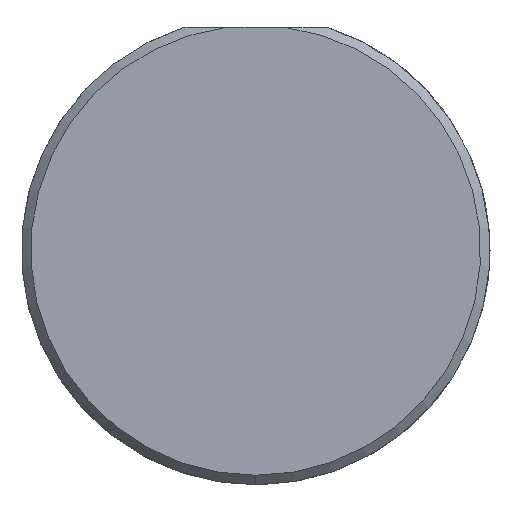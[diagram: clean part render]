
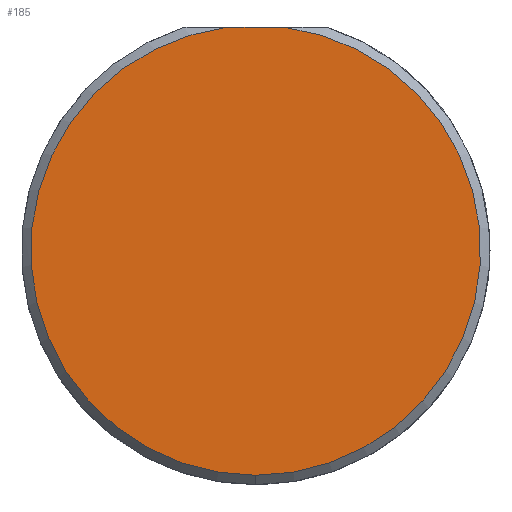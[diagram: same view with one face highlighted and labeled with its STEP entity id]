
A CAD part, left-side view. The second image highlights one B-rep face of the part: STEP entity #185.
In plain terms, the highlighted planar face has unit normal (-1, 0, 0).
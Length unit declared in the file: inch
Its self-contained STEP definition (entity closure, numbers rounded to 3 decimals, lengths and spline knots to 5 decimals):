
#9 = CARTESIAN_POINT ( 'NONE',  ( 0., 0.03091, 0.23785 ) ) ;
#36 = EDGE_CURVE ( 'NONE', #570, #544, #117, .T. ) ;
#52 = CARTESIAN_POINT ( 'NONE',  ( 0., 0., 0. ) ) ;
#71 = ORIENTED_EDGE ( 'NONE', *, *, #317, .T. ) ;
#90 = DIRECTION ( 'NONE',  ( 0., 0., -1. ) ) ;
#117 = CIRCLE ( 'NONE', #478, 0.23985 ) ;
#123 = DIRECTION ( 'NONE',  ( -1., 0., 0. ) ) ;
#130 = DIRECTION ( 'NONE',  ( 0., 0., -1. ) ) ;
#171 = AXIS2_PLACEMENT_3D ( 'NONE', #52, #276, #432 ) ;
#185 = ADVANCED_FACE ( 'NONE', ( #266 ), #663, .F. ) ;
#194 = DIRECTION ( 'NONE',  ( -1., 0., 0. ) ) ;
#266 = FACE_OUTER_BOUND ( 'NONE', #319, .T. ) ;
#276 = DIRECTION ( 'NONE',  ( 1., 0., 0. ) ) ;
#287 = CARTESIAN_POINT ( 'NONE',  ( 0., 0., -0.23985 ) ) ;
#317 = EDGE_CURVE ( 'NONE', #337, #570, #550, .T. ) ;
#319 = EDGE_LOOP ( 'NONE', ( #71, #519, #487 ) ) ;
#337 = VERTEX_POINT ( 'NONE', #650 ) ;
#394 = CARTESIAN_POINT ( 'NONE',  ( 0., 0.24985, 0.23785 ) ) ;
#432 = DIRECTION ( 'NONE',  ( 0., 0., -1. ) ) ;
#460 = VECTOR ( 'NONE', #611, 39.37008 ) ;
#461 = EDGE_CURVE ( 'NONE', #544, #337, #696, .T. ) ;
#472 = CARTESIAN_POINT ( 'NONE',  ( 0., 0., 0. ) ) ;
#478 = AXIS2_PLACEMENT_3D ( 'NONE', #472, #194, #90 ) ;
#487 = ORIENTED_EDGE ( 'NONE', *, *, #461, .T. ) ;
#519 = ORIENTED_EDGE ( 'NONE', *, *, #36, .T. ) ;
#544 = VERTEX_POINT ( 'NONE', #287 ) ;
#550 = LINE ( 'NONE', #394, #460 ) ;
#570 = VERTEX_POINT ( 'NONE', #9 ) ;
#593 = AXIS2_PLACEMENT_3D ( 'NONE', #630, #123, #130 ) ;
#611 = DIRECTION ( 'NONE',  ( 0., 1., 0. ) ) ;
#630 = CARTESIAN_POINT ( 'NONE',  ( 0., 0., 0. ) ) ;
#650 = CARTESIAN_POINT ( 'NONE',  ( 0., -0.03091, 0.23785 ) ) ;
#663 = PLANE ( 'NONE',  #171 ) ;
#696 = CIRCLE ( 'NONE', #593, 0.23985 ) ;
